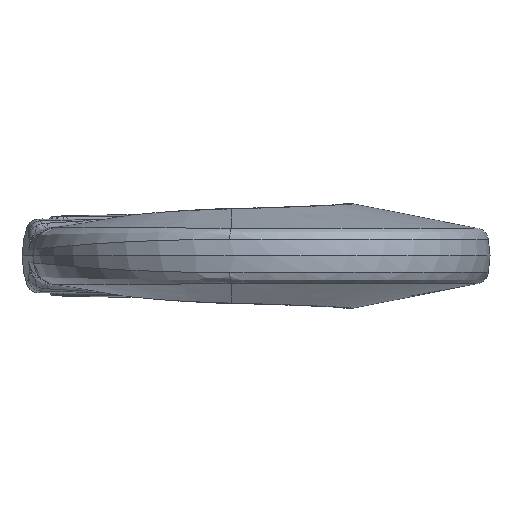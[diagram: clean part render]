
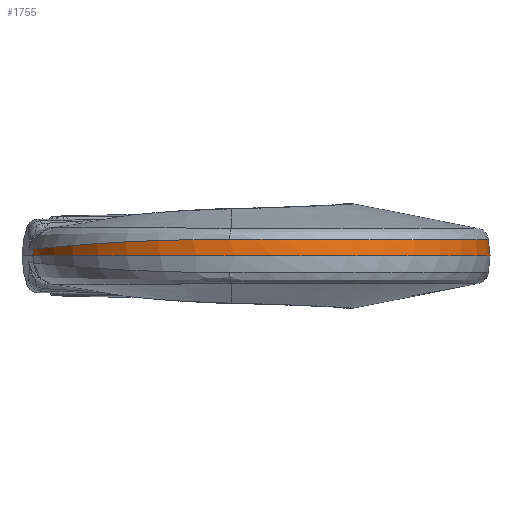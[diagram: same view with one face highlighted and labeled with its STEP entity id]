
A CAD part, front view. The second image highlights one B-rep face of the part: STEP entity #1755.
In plain terms, the highlighted conical face has half-angle 6 degrees and reference radius 89 mm.
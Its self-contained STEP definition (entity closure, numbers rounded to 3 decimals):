
#106=CONICAL_SURFACE('',#13028,89.,6.);
#1007=CIRCLE('',#13027,89.);
#1755=ADVANCED_FACE('',(#2686),#106,.T.);
#2686=FACE_OUTER_BOUND('',#3489,.T.);
#3489=EDGE_LOOP('',(#6682,#6683,#6684,#6685,#6686));
#4393=B_SPLINE_CURVE_WITH_KNOTS('',3,(#23780,#23781,#23782,#23783,#23784,
#23785,#23786,#23787,#23788,#23789,#23790,#23791,#23792,#23793,#23794,#23795,
#23796,#23797),.UNSPECIFIED.,.F.,.F.,(4,2,2,2,2,2,2,2,4),(0.,0.125,0.25,
0.375,0.5,0.625,0.75,0.875,1.),.UNSPECIFIED.);
#4394=B_SPLINE_CURVE_WITH_KNOTS('',3,(#23800,#23801,#23802,#23803,#23804,
#23805,#23806,#23807,#23808,#23809,#23810,#23811,#23812,#23813,#23814,#23815,
#23816,#23817,#23818,#23819,#23820,#23821,#23822,#23823,#23824,#23825,#23826,
#23827,#23828,#23829,#23830,#23831,#23832,#23833,#23834,#23835,#23836,#23837,
#23838,#23839,#23840,#23841,#23842,#23843,#23844,#23845,#23846,#23847,#23848,
#23849,#23850,#23851,#23852,#23853,#23854,#23855,#23856,#23857,#23858,#23859,
#23860,#23861,#23862,#23863,#23864,#23865,#23866,#23867,#23868,#23869,#23870,
#23871,#23872,#23873,#23874,#23875,#23876,#23877),.UNSPECIFIED.,.F.,.F.,
(4,2,2,2,2,2,1,2,2,2,2,1,2,2,2,2,2,2,2,2,2,2,2,2,1,1,2,2,2,2,2,2,2,2,2,
2,2,2,2,2,4),(0.,0.063,0.094,0.125,
0.188,0.219,0.234,0.242,
0.25,0.313,0.344,0.359,
0.367,0.375,0.406,0.438,
0.469,0.484,0.5,0.531,
0.547,0.555,0.563,0.594,
0.609,0.617,0.621,0.625,0.641,
0.648,0.656,0.688,0.719,
0.734,0.75,0.813,0.844,
0.859,0.867,0.875,1.),.UNSPECIFIED.);
#6682=ORIENTED_EDGE('',*,*,#10721,.T.);
#6683=ORIENTED_EDGE('',*,*,#10722,.T.);
#6684=ORIENTED_EDGE('',*,*,#10714,.T.);
#6685=ORIENTED_EDGE('',*,*,#10723,.T.);
#6686=ORIENTED_EDGE('',*,*,#10724,.F.);
#9241=VERTEX_POINT('',#23753);
#9242=VERTEX_POINT('',#23755);
#9248=VERTEX_POINT('',#23798);
#9249=VERTEX_POINT('',#23799);
#9250=VERTEX_POINT('',#23879);
#10714=EDGE_CURVE('',#9242,#9241,#11796,.T.);
#10721=EDGE_CURVE('',#9248,#9249,#4393,.T.);
#10722=EDGE_CURVE('',#9249,#9242,#4394,.T.);
#10723=EDGE_CURVE('',#9241,#9250,#1007,.T.);
#10724=EDGE_CURVE('',#9248,#9250,#11801,.T.);
#11796=LINE('',#23754,#12234);
#11801=LINE('',#23880,#12239);
#12234=VECTOR('',#14739,1.);
#12239=VECTOR('',#14750,1.);
#13027=AXIS2_PLACEMENT_3D('',#23878,#14748,#14749);
#13028=AXIS2_PLACEMENT_3D('',#23881,#14751,#14752);
#14739=DIRECTION('',(-0.104,-0.011,-0.995));
#14748=DIRECTION('',(0.,0.,1.));
#14749=DIRECTION('',(1.,0.,0.));
#14750=DIRECTION('',(0.105,0.,-0.995));
#14751=DIRECTION('',(0.,0.,-1.));
#14752=DIRECTION('',(1.,0.,0.));
#23753=CARTESIAN_POINT('',(-77.012,-10.303,0.));
#23754=CARTESIAN_POINT('',(-77.012,-10.303,0.));
#23755=CARTESIAN_POINT('',(-76.727,-10.273,2.732));
#23780=CARTESIAN_POINT('',(99.835,-1.,6.329));
#23781=CARTESIAN_POINT('',(99.835,-7.346,6.327));
#23782=CARTESIAN_POINT('',(99.159,-13.577,6.328));
#23783=CARTESIAN_POINT('',(96.508,-25.818,6.329));
#23784=CARTESIAN_POINT('',(94.495,-31.891,6.331));
#23785=CARTESIAN_POINT('',(89.294,-43.314,6.334));
#23786=CARTESIAN_POINT('',(86.113,-48.704,6.335));
#23787=CARTESIAN_POINT('',(78.571,-58.829,6.342));
#23788=CARTESIAN_POINT('',(74.258,-63.476,6.347));
#23789=CARTESIAN_POINT('',(64.825,-71.697,6.358));
#23790=CARTESIAN_POINT('',(59.605,-75.35,6.364));
#23791=CARTESIAN_POINT('',(48.572,-81.42,6.379));
#23792=CARTESIAN_POINT('',(42.801,-83.836,6.387));
#23793=CARTESIAN_POINT('',(30.752,-87.432,6.405));
#23794=CARTESIAN_POINT('',(24.473,-88.591,6.415));
#23795=CARTESIAN_POINT('',(12.013,-89.543,6.433));
#23796=CARTESIAN_POINT('',(5.755,-89.364,6.442));
#23797=CARTESIAN_POINT('',(-0.532,-88.499,6.45));
#23798=CARTESIAN_POINT('',(99.835,-1.,6.329));
#23799=CARTESIAN_POINT('',(-0.532,-88.499,6.45));
#23800=CARTESIAN_POINT('',(-0.532,-88.499,6.45));
#23801=CARTESIAN_POINT('',(-2.959,-88.165,6.453));
#23802=CARTESIAN_POINT('',(-5.372,-87.731,6.445));
#23803=CARTESIAN_POINT('',(-8.958,-86.932,6.417));
#23804=CARTESIAN_POINT('',(-10.148,-86.642,6.405));
#23805=CARTESIAN_POINT('',(-12.515,-86.012,6.376));
#23806=CARTESIAN_POINT('',(-13.743,-85.656,6.358));
#23807=CARTESIAN_POINT('',(-17.096,-84.614,6.3));
#23808=CARTESIAN_POINT('',(-19.359,-83.814,6.252));
#23809=CARTESIAN_POINT('',(-22.776,-82.442,6.165));
#23810=CARTESIAN_POINT('',(-23.919,-81.955,6.133));
#23811=CARTESIAN_POINT('',(-25.636,-81.18,6.082));
#23812=CARTESIAN_POINT('',(-26.496,-80.782,6.055));
#23813=CARTESIAN_POINT('',(-27.356,-80.366,6.027));
#23814=CARTESIAN_POINT('',(-27.93,-80.085,6.009));
#23815=CARTESIAN_POINT('',(-28.248,-79.926,5.998));
#23816=CARTESIAN_POINT('',(-30.546,-78.769,5.919));
#23817=CARTESIAN_POINT('',(-32.619,-77.626,5.84));
#23818=CARTESIAN_POINT('',(-35.748,-75.724,5.708));
#23819=CARTESIAN_POINT('',(-36.795,-75.058,5.662));
#23820=CARTESIAN_POINT('',(-38.367,-74.01,5.588));
#23821=CARTESIAN_POINT('',(-39.153,-73.474,5.551));
#23822=CARTESIAN_POINT('',(-39.94,-72.918,5.512));
#23823=CARTESIAN_POINT('',(-40.464,-72.544,5.486));
#23824=CARTESIAN_POINT('',(-40.756,-72.333,5.471));
#23825=CARTESIAN_POINT('',(-41.916,-71.485,5.412));
#23826=CARTESIAN_POINT('',(-42.86,-70.767,5.362));
#23827=CARTESIAN_POINT('',(-44.775,-69.246,5.257));
#23828=CARTESIAN_POINT('',(-45.775,-68.418,5.2));
#23829=CARTESIAN_POINT('',(-47.675,-66.772,5.088));
#23830=CARTESIAN_POINT('',(-48.599,-65.937,5.031));
#23831=CARTESIAN_POINT('',(-49.944,-64.669,4.946));
#23832=CARTESIAN_POINT('',(-50.386,-64.244,4.917));
#23833=CARTESIAN_POINT('',(-51.257,-63.388,4.86));
#23834=CARTESIAN_POINT('',(-51.722,-62.921,4.829));
#23835=CARTESIAN_POINT('',(-52.879,-61.736,4.75));
#23836=CARTESIAN_POINT('',(-53.679,-60.889,4.694));
#23837=CARTESIAN_POINT('',(-54.911,-59.524,4.605));
#23838=CARTESIAN_POINT('',(-55.327,-59.054,4.574));
#23839=CARTESIAN_POINT('',(-55.958,-58.325,4.526));
#23840=CARTESIAN_POINT('',(-56.169,-58.078,4.51));
#23841=CARTESIAN_POINT('',(-56.594,-57.575,4.478));
#23842=CARTESIAN_POINT('',(-56.828,-57.296,4.46));
#23843=CARTESIAN_POINT('',(-57.8,-56.12,4.384));
#23844=CARTESIAN_POINT('',(-58.558,-55.163,4.323));
#23845=CARTESIAN_POINT('',(-59.666,-53.705,4.231));
#23846=CARTESIAN_POINT('',(-60.213,-52.97,4.185));
#23847=CARTESIAN_POINT('',(-60.837,-52.103,4.131));
#23848=CARTESIAN_POINT('',(-61.101,-51.729,4.108));
#23849=CARTESIAN_POINT('',(-61.277,-51.479,4.092));
#23850=CARTESIAN_POINT('',(-61.381,-51.33,4.083));
#23851=CARTESIAN_POINT('',(-61.735,-50.823,4.052));
#23852=CARTESIAN_POINT('',(-62.047,-50.366,4.024));
#23853=CARTESIAN_POINT('',(-62.557,-49.604,3.979));
#23854=CARTESIAN_POINT('',(-62.734,-49.337,3.964));
#23855=CARTESIAN_POINT('',(-63.1,-48.776,3.932));
#23856=CARTESIAN_POINT('',(-63.318,-48.439,3.912));
#23857=CARTESIAN_POINT('',(-64.154,-47.123,3.838));
#23858=CARTESIAN_POINT('',(-64.772,-46.105,3.782));
#23859=CARTESIAN_POINT('',(-66.017,-43.955,3.67));
#23860=CARTESIAN_POINT('',(-66.615,-42.87,3.615));
#23861=CARTESIAN_POINT('',(-67.474,-41.229,3.537));
#23862=CARTESIAN_POINT('',(-67.755,-40.68,3.511));
#23863=CARTESIAN_POINT('',(-68.303,-39.578,3.461));
#23864=CARTESIAN_POINT('',(-68.553,-39.063,3.438));
#23865=CARTESIAN_POINT('',(-69.953,-36.094,3.308));
#23866=CARTESIAN_POINT('',(-70.928,-33.749,3.217));
#23867=CARTESIAN_POINT('',(-72.201,-30.305,3.098));
#23868=CARTESIAN_POINT('',(-72.594,-29.168,3.061));
#23869=CARTESIAN_POINT('',(-73.139,-27.485,3.011));
#23870=CARTESIAN_POINT('',(-73.313,-26.927,2.995));
#23871=CARTESIAN_POINT('',(-73.563,-26.096,2.972));
#23872=CARTESIAN_POINT('',(-73.645,-25.82,2.965));
#23873=CARTESIAN_POINT('',(-73.805,-25.27,2.95));
#23874=CARTESIAN_POINT('',(-73.874,-25.03,2.944));
#23875=CARTESIAN_POINT('',(-75.341,-19.796,2.813));
#23876=CARTESIAN_POINT('',(-76.234,-14.95,2.745));
#23877=CARTESIAN_POINT('',(-76.727,-10.273,2.732));
#23878=CARTESIAN_POINT('',(11.5,-1.,0.));
#23879=CARTESIAN_POINT('',(100.5,-1.,0.));
#23880=CARTESIAN_POINT('',(100.5,-1.,0.));
#23881=CARTESIAN_POINT('',(11.5,-1.,0.));
